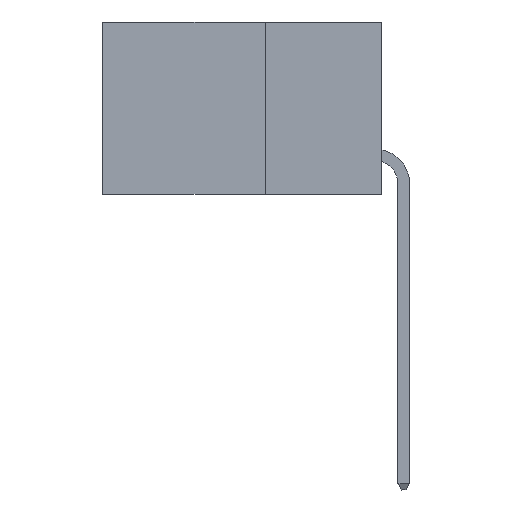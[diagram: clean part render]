
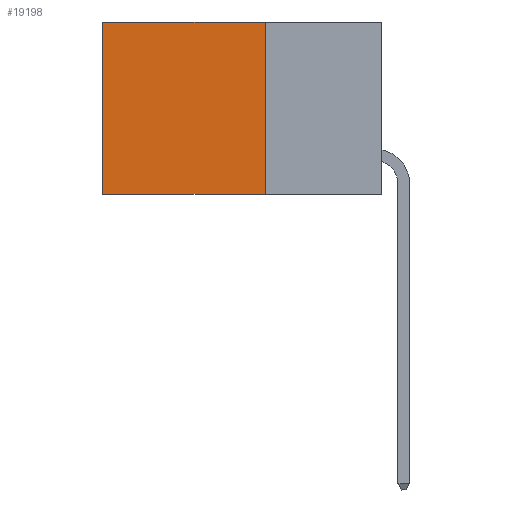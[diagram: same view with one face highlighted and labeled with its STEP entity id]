
A CAD part, left-side view. The second image highlights one B-rep face of the part: STEP entity #19198.
In plain terms, the highlighted planar face has unit normal (-1, 0, 0).
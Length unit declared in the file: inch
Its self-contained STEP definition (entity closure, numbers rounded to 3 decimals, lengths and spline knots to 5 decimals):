
#657 = ORIENTED_EDGE ( 'NONE', *, *, #2830, .T. ) ;
#689 = DIRECTION ( 'NONE',  ( 0., 0., -1. ) ) ;
#2088 = ORIENTED_EDGE ( 'NONE', *, *, #23344, .F. ) ;
#2830 = EDGE_CURVE ( 'NONE', #4687, #3097, #3544, .T. ) ;
#2977 = CARTESIAN_POINT ( 'NONE',  ( 0.2875, 0.6, -0.37 ) ) ;
#3097 = VERTEX_POINT ( 'NONE', #2977 ) ;
#3218 = CARTESIAN_POINT ( 'NONE',  ( 0.2875, 0.25, 0. ) ) ;
#3544 = LINE ( 'NONE', #4654, #17946 ) ;
#4169 = ORIENTED_EDGE ( 'NONE', *, *, #9688, .F. ) ;
#4596 = DIRECTION ( 'NONE',  ( 0., 0., -1. ) ) ;
#4654 = CARTESIAN_POINT ( 'NONE',  ( 0.2875, 0.6, 0. ) ) ;
#4687 = VERTEX_POINT ( 'NONE', #24007 ) ;
#5231 = CARTESIAN_POINT ( 'NONE',  ( 0.2875, 0.25, -0.37 ) ) ;
#5749 = VERTEX_POINT ( 'NONE', #10629 ) ;
#6060 = EDGE_LOOP ( 'NONE', ( #657, #4169, #2088, #10826 ) ) ;
#8598 = VECTOR ( 'NONE', #17479, 39.37008 ) ;
#9663 = EDGE_CURVE ( 'NONE', #5749, #4687, #15555, .T. ) ;
#9688 = EDGE_CURVE ( 'NONE', #10632, #3097, #10019, .T. ) ;
#10019 = LINE ( 'NONE', #5231, #19297 ) ;
#10193 = CARTESIAN_POINT ( 'NONE',  ( 0.2875, 0.25, 0. ) ) ;
#10629 = CARTESIAN_POINT ( 'NONE',  ( 0.2875, 0.25, 0. ) ) ;
#10632 = VERTEX_POINT ( 'NONE', #23122 ) ;
#10826 = ORIENTED_EDGE ( 'NONE', *, *, #9663, .T. ) ;
#12073 = DIRECTION ( 'NONE',  ( 1., 0., 0. ) ) ;
#15555 = LINE ( 'NONE', #3218, #19871 ) ;
#15626 = CARTESIAN_POINT ( 'NONE',  ( 0.2875, 0.25, 0. ) ) ;
#15887 = FACE_OUTER_BOUND ( 'NONE', #6060, .T. ) ;
#16459 = DIRECTION ( 'NONE',  ( 0., 1., 0. ) ) ;
#17077 = AXIS2_PLACEMENT_3D ( 'NONE', #10193, #12073, #689 ) ;
#17479 = DIRECTION ( 'NONE',  ( 0., 0., -1. ) ) ;
#17946 = VECTOR ( 'NONE', #4596, 39.37008 ) ;
#18238 = DIRECTION ( 'NONE',  ( 0., 1., 0. ) ) ;
#18494 = LINE ( 'NONE', #15626, #8598 ) ;
#19198 = ADVANCED_FACE ( 'NONE', ( #15887 ), #21289, .F. ) ;
#19297 = VECTOR ( 'NONE', #16459, 39.37008 ) ;
#19871 = VECTOR ( 'NONE', #18238, 39.37008 ) ;
#21289 = PLANE ( 'NONE',  #17077 ) ;
#23122 = CARTESIAN_POINT ( 'NONE',  ( 0.2875, 0.25, -0.37 ) ) ;
#23344 = EDGE_CURVE ( 'NONE', #5749, #10632, #18494, .T. ) ;
#24007 = CARTESIAN_POINT ( 'NONE',  ( 0.2875, 0.6, 0. ) ) ;
